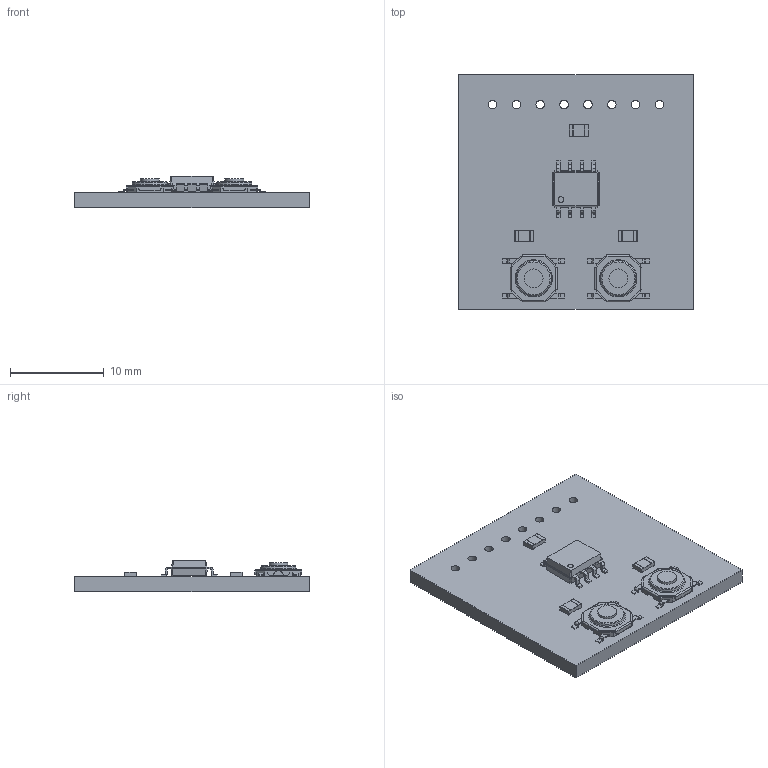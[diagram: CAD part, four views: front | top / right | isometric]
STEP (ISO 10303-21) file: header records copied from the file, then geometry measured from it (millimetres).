
FILE_DESCRIPTION(('KiCad electronic assembly'),'2;1');
FILE_NAME('reference-project.stp','2017-11-04T00:24:05',('An Author'),( 'A Company'),'Open CASCADE STEP processor 6.9', 'KiCad to STEP converter','Unknown');
FILE_SCHEMA(('AUTOMOTIVE_DESIGN { 1 0 10303 214 1 1 1 1 }'));
Length unit declared in the file: millimetre
Products named in the file (8): Open CASCADE STEP translator 6.9 1; R_0805; SOLID; TL3342FxxxQG; SOIC-8_3.9x4.9mm_Pitch1.27mm; COMPOUND
Assembly tree (10 placements, depth 3):
  Open CASCADE STEP translator 6.9 1
    R_0805  x3
      SOLID
    TL3342FxxxQG  x2
      SOLID
    SOIC-8_3.9x4.9mm_Pitch1.27mm
      SOLID
    COMPOUND
Bounding box: 25 x 25 x 3.35 mm (x, y, z)
Volume: 1067.6 mm3; surface area: 1683.1 mm2
Topology: 7 solids, 7 shells, 530 faces, 1361 edges, 858 vertices
Faces by surface type: plane 361, cylinder 131, bspline 32, torus 4, cone 2
Full cylindrical faces by diameter (mm): 0.6 x1, 0.9 x8, 2 x2
Entity records: 25352 total; most frequent: CARTESIAN_POINT 5838, DIRECTION 3138, LINE 2085, VECTOR 2085, ORIENTED_EDGE 1722, PCURVE 1722, DEFINITIONAL_REPRESENTATION 1722, EDGE_CURVE 861
